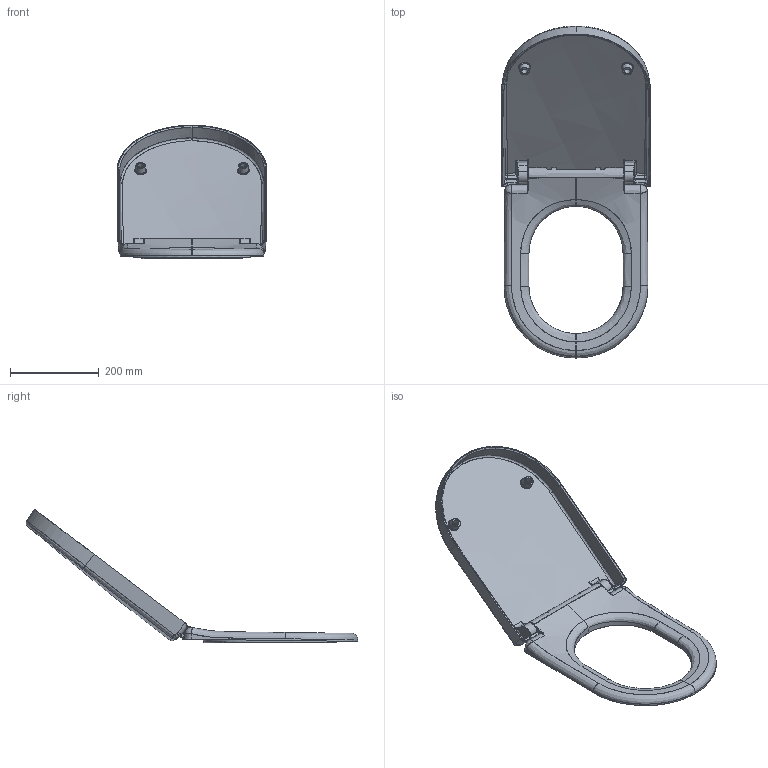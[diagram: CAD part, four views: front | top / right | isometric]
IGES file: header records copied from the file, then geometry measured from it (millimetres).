
Global section: file name: 8.21-11.igs; native system: Unigraphics Version X V2.0; preprocessor: Unigraphics NX IGES V2.0; date: 20180821.150932; units: millimetre
Bounding box: 338.04 x 749.03 x 301.86 mm (x, y, z)
Surface area: 564229.8 mm2 (no closed solid volume)
Topology: 0 solids, 0 shells, 606 faces, 5827 edges, 5796 vertices
Faces by surface type: bspline 506, revolution 56, extrusion 44
